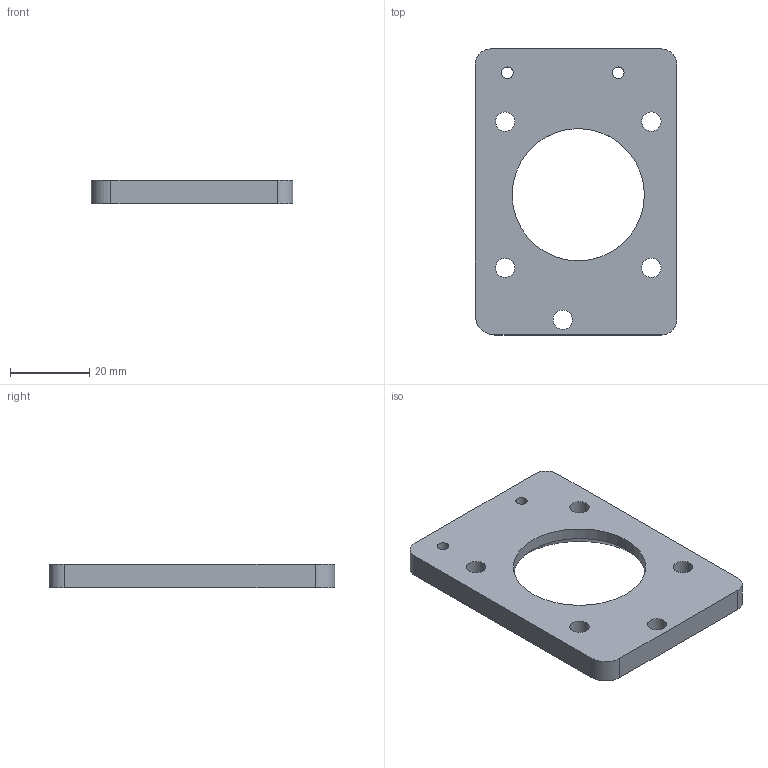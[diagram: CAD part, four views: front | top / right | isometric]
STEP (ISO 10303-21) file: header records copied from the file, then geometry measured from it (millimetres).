
FILE_DESCRIPTION(/* description */ (''),/* implementation_level */ '2;1');
FILE_NAME(/* name */ '30_Cube_XY_Stage_Samplemount_v0.ipt.step',/* time_stamp */ '2022-11-29T08:18:44+01:00',/* author */ ('diederichbenedict'),/* organization */ (''),/* preprocessor_version */ 'ST-DEVELOPER v18.1',/* originating_system */ 'Autodesk Inventor 2022',/* authorisation */ '');
FILE_SCHEMA (('AUTOMOTIVE_DESIGN { 1 0 10303 214 3 1 1 }'));
Length unit declared in the file: millimetre
Products named in the file (1): cellSTORM_inverted_chiptray_v0
Bounding box: 51.01 x 72.37 x 6 mm (x, y, z)
Volume: 15634 mm3; surface area: 7845.4 mm2
Topology: 1 solids, 1 shells, 19 faces, 50 edges, 33 vertices
Faces by surface type: cylinder 12, plane 6, cone 1
Full cylindrical faces by diameter (mm): 2.9 x2, 4.9 x5, 33.473 x1
Entity records: 674 total; most frequent: DIRECTION 115, CARTESIAN_POINT 103, ORIENTED_EDGE 100, EDGE_CURVE 50, AXIS2_PLACEMENT_3D 45, EDGE_LOOP 35, VERTEX_POINT 33, LINE 25
